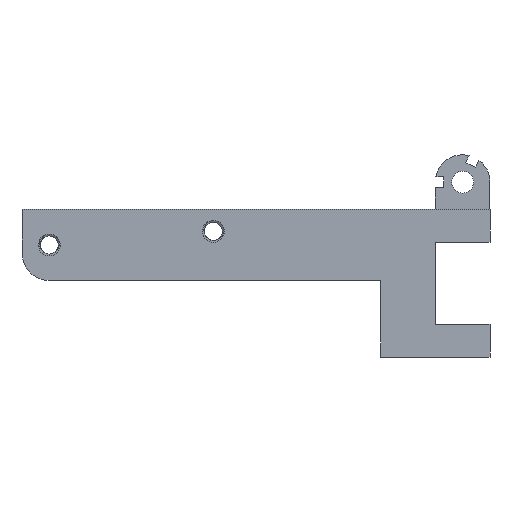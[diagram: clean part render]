
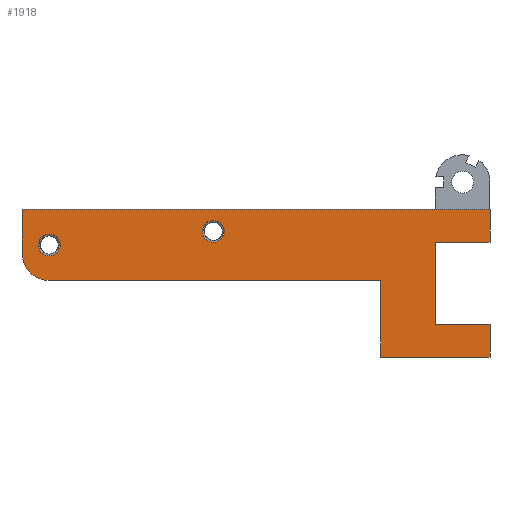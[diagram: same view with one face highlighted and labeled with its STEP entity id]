
A CAD part, front view. The second image highlights one B-rep face of the part: STEP entity #1918.
In plain terms, the highlighted planar face has unit normal (0, -1, 0).
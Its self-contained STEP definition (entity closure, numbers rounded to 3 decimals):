
#32=FACE_BOUND('',#321,.T.);
#33=FACE_BOUND('',#322,.T.);
#73=PLANE('',#2062);
#99=CIRCLE('',#2010,2.);
#111=CIRCLE('',#2041,5.);
#119=CIRCLE('',#2063,2.);
#207=FACE_OUTER_BOUND('',#320,.T.);
#320=EDGE_LOOP('',(#1685,#1686,#1687,#1688,#1689,#1690,#1691,#1692,#1693,
#1694,#1695));
#321=EDGE_LOOP('',(#1696));
#322=EDGE_LOOP('',(#1697));
#471=LINE('',#3531,#646);
#488=LINE('',#4334,#663);
#491=LINE('',#4340,#666);
#535=LINE('',#4456,#710);
#561=LINE('',#5236,#736);
#562=LINE('',#5239,#737);
#563=LINE('',#5241,#738);
#564=LINE('',#5242,#739);
#565=LINE('',#5243,#740);
#566=LINE('',#5244,#741);
#646=VECTOR('',#2248,10.);
#663=VECTOR('',#2291,10.);
#666=VECTOR('',#2296,10.);
#710=VECTOR('',#2402,10.);
#736=VECTOR('',#2464,10.);
#737=VECTOR('',#2467,10.);
#738=VECTOR('',#2468,10.);
#739=VECTOR('',#2469,10.);
#740=VECTOR('',#2470,10.);
#741=VECTOR('',#2471,10.);
#856=VERTEX_POINT('',#3528);
#857=VERTEX_POINT('',#3530);
#866=VERTEX_POINT('',#4323);
#867=VERTEX_POINT('',#4327);
#870=VERTEX_POINT('',#4332);
#872=VERTEX_POINT('',#4338);
#909=VERTEX_POINT('',#4445);
#910=VERTEX_POINT('',#4446);
#913=VERTEX_POINT('',#4454);
#928=VERTEX_POINT('',#5234);
#929=VERTEX_POINT('',#5238);
#930=VERTEX_POINT('',#5240);
#931=VERTEX_POINT('',#5245);
#1069=EDGE_CURVE('',#857,#856,#471,.T.);
#1093=EDGE_CURVE('',#866,#866,#99,.T.);
#1097=EDGE_CURVE('',#870,#867,#488,.T.);
#1100=EDGE_CURVE('',#870,#872,#491,.T.);
#1152=EDGE_CURVE('',#909,#910,#111,.T.);
#1157=EDGE_CURVE('',#909,#913,#535,.T.);
#1196=EDGE_CURVE('',#872,#928,#561,.T.);
#1197=EDGE_CURVE('',#913,#929,#562,.T.);
#1198=EDGE_CURVE('',#929,#930,#563,.T.);
#1199=EDGE_CURVE('',#930,#867,#564,.T.);
#1200=EDGE_CURVE('',#928,#857,#565,.T.);
#1201=EDGE_CURVE('',#856,#910,#566,.T.);
#1202=EDGE_CURVE('',#931,#931,#119,.T.);
#1685=ORIENTED_EDGE('',*,*,#1152,.F.);
#1686=ORIENTED_EDGE('',*,*,#1157,.T.);
#1687=ORIENTED_EDGE('',*,*,#1197,.T.);
#1688=ORIENTED_EDGE('',*,*,#1198,.T.);
#1689=ORIENTED_EDGE('',*,*,#1199,.T.);
#1690=ORIENTED_EDGE('',*,*,#1097,.F.);
#1691=ORIENTED_EDGE('',*,*,#1100,.T.);
#1692=ORIENTED_EDGE('',*,*,#1196,.T.);
#1693=ORIENTED_EDGE('',*,*,#1200,.T.);
#1694=ORIENTED_EDGE('',*,*,#1069,.T.);
#1695=ORIENTED_EDGE('',*,*,#1201,.T.);
#1696=ORIENTED_EDGE('',*,*,#1093,.T.);
#1697=ORIENTED_EDGE('',*,*,#1202,.T.);
#1918=ADVANCED_FACE('',(#207,#32,#33),#73,.F.);
#2010=AXIS2_PLACEMENT_3D('',#4325,#2284,#2285);
#2041=AXIS2_PLACEMENT_3D('',#4447,#2393,#2394);
#2062=AXIS2_PLACEMENT_3D('',#5237,#2465,#2466);
#2063=AXIS2_PLACEMENT_3D('',#5246,#2472,#2473);
#2248=DIRECTION('',(-1.,0.,0.));
#2284=DIRECTION('center_axis',(0.,1.,0.));
#2285=DIRECTION('ref_axis',(-1.,0.,0.));
#2291=DIRECTION('',(1.,0.,0.));
#2296=DIRECTION('',(0.,0.,1.));
#2393=DIRECTION('center_axis',(0.,1.,0.));
#2394=DIRECTION('ref_axis',(-0.707,0.,-0.707));
#2402=DIRECTION('',(1.,0.,0.));
#2464=DIRECTION('',(1.,0.,0.));
#2465=DIRECTION('center_axis',(0.,1.,0.));
#2466=DIRECTION('ref_axis',(1.,0.,0.));
#2467=DIRECTION('',(0.,0.,-1.));
#2468=DIRECTION('',(1.,0.,0.));
#2469=DIRECTION('',(0.,0.,1.));
#2470=DIRECTION('',(0.,0.,1.));
#2471=DIRECTION('',(0.,0.,-1.));
#2472=DIRECTION('center_axis',(0.,1.,0.));
#2473=DIRECTION('ref_axis',(-1.,0.,0.));
#3528=CARTESIAN_POINT('',(0.,0.,27.));
#3530=CARTESIAN_POINT('',(85.6,0.,27.));
#3531=CARTESIAN_POINT('',(85.6,0.,27.));
#4323=CARTESIAN_POINT('',(37.,0.,23.));
#4325=CARTESIAN_POINT('Origin',(35.,0.,23.));
#4327=CARTESIAN_POINT('',(85.6,0.,6.));
#4332=CARTESIAN_POINT('',(75.6,0.,6.));
#4334=CARTESIAN_POINT('',(64.2,0.,6.));
#4338=CARTESIAN_POINT('',(75.6,0.,21.));
#4340=CARTESIAN_POINT('',(75.6,0.,15.75));
#4445=CARTESIAN_POINT('',(5.,0.,14.));
#4446=CARTESIAN_POINT('',(0.,0.,19.));
#4447=CARTESIAN_POINT('Origin',(5.,0.,19.));
#4454=CARTESIAN_POINT('',(65.6,0.,14.));
#4456=CARTESIAN_POINT('',(21.4,0.,14.));
#5234=CARTESIAN_POINT('',(85.6,0.,21.));
#5236=CARTESIAN_POINT('',(61.7,0.,21.));
#5237=CARTESIAN_POINT('Origin',(42.8,0.,13.5));
#5238=CARTESIAN_POINT('',(65.6,0.,0.));
#5239=CARTESIAN_POINT('',(65.6,0.,10.25));
#5240=CARTESIAN_POINT('',(85.6,0.,0.));
#5241=CARTESIAN_POINT('',(0.,0.,0.));
#5242=CARTESIAN_POINT('',(85.6,0.,0.));
#5243=CARTESIAN_POINT('',(85.6,0.,0.));
#5244=CARTESIAN_POINT('',(0.,0.,27.));
#5245=CARTESIAN_POINT('',(7.,0.,20.5));
#5246=CARTESIAN_POINT('Origin',(5.,0.,20.5));
